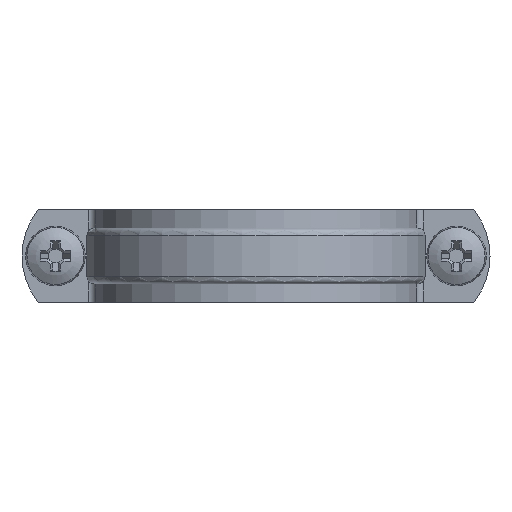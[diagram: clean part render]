
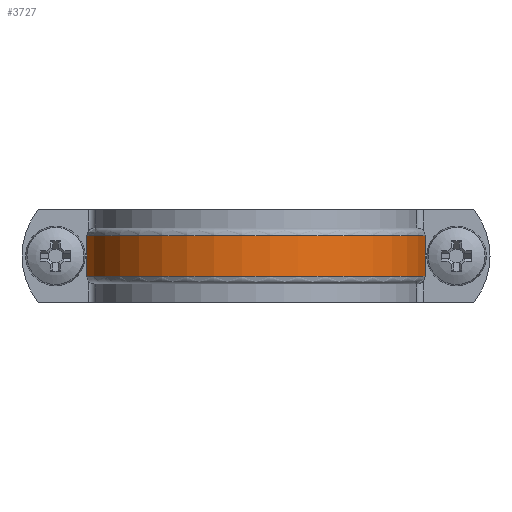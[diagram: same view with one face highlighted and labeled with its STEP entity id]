
A CAD part, front view. The second image highlights one B-rep face of the part: STEP entity #3727.
In plain terms, the highlighted cylindrical face has radius 46 mm (diameter 92 mm), a partial arc.
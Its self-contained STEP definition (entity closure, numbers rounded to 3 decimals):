
#3664=CARTESIAN_POINT('',(45.464,-7.0,-5.5));
#3665=VERTEX_POINT('',#3664);
#3675=CARTESIAN_POINT('',(-45.464,-7.,-5.5));
#3676=VERTEX_POINT('',#3675);
#3677=CARTESIAN_POINT('',(0.0,0.0,-5.5));
#3678=DIRECTION('',(0.0,0.0,-1.0));
#3679=DIRECTION('',(0.,-1.0,0.0));
#3680=AXIS2_PLACEMENT_3D('',#3677,#3678,#3679);
#3681=CIRCLE('',#3680,46.);
#3682=EDGE_CURVE('',#3665,#3676,#3681,.T.);
#3696=CARTESIAN_POINT('',(0.0,0.0,0.));
#3697=DIRECTION('',(0.0,0.0,1.0));
#3698=DIRECTION('',(0.0,-1.0,0.0));
#3699=AXIS2_PLACEMENT_3D('',#3696,#3697,#3698);
#3700=CYLINDRICAL_SURFACE('',#3699,46.);
#3701=ORIENTED_EDGE('',*,*,#3682,.F.);
#3702=CARTESIAN_POINT('',(45.464,-7.0,5.5));
#3703=VERTEX_POINT('',#3702);
#3704=CARTESIAN_POINT('',(45.464,-7.0,5.5));
#3705=DIRECTION('',(0.0,0.0,-1.0));
#3706=VECTOR('',#3705,11.);
#3707=LINE('',#3704,#3706);
#3708=EDGE_CURVE('',#3703,#3665,#3707,.T.);
#3709=ORIENTED_EDGE('',*,*,#3708,.F.);
#3710=CARTESIAN_POINT('',(-45.464,-7.,5.5));
#3711=VERTEX_POINT('',#3710);
#3712=CARTESIAN_POINT('',(0.0,0.0,5.5));
#3713=DIRECTION('',(0.0,0.0,1.0));
#3714=DIRECTION('',(0.,-1.0,0.0));
#3715=AXIS2_PLACEMENT_3D('',#3712,#3713,#3714);
#3716=CIRCLE('',#3715,46.);
#3717=EDGE_CURVE('',#3711,#3703,#3716,.T.);
#3718=ORIENTED_EDGE('',*,*,#3717,.F.);
#3719=CARTESIAN_POINT('',(-45.464,-7.,-5.5));
#3720=DIRECTION('',(0.0,0.0,1.0));
#3721=VECTOR('',#3720,11.);
#3722=LINE('',#3719,#3721);
#3723=EDGE_CURVE('',#3676,#3711,#3722,.T.);
#3724=ORIENTED_EDGE('',*,*,#3723,.F.);
#3725=EDGE_LOOP('',(#3701,#3709,#3718,#3724));
#3726=FACE_OUTER_BOUND('',#3725,.T.);
#3727=ADVANCED_FACE('',(#3726),#3700,.T.);
